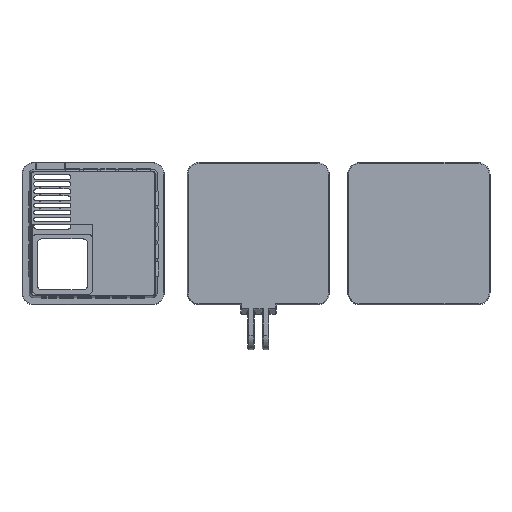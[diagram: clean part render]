
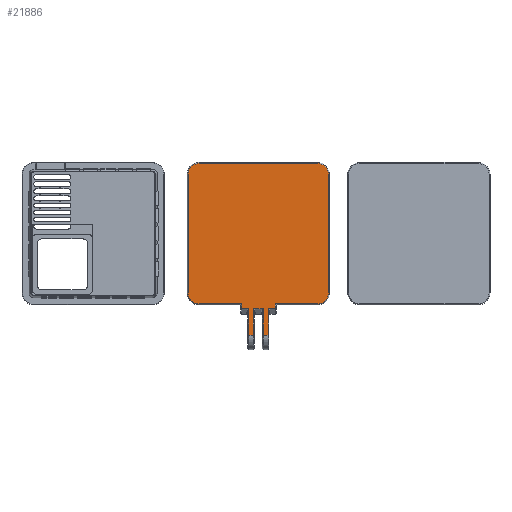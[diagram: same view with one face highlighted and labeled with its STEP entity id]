
A CAD part, front view. The second image highlights one B-rep face of the part: STEP entity #21886.
In plain terms, the highlighted planar face has unit normal (0, -1, 0).
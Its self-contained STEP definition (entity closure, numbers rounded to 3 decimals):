
#965=FACE_OUTER_BOUND('',#2256,.T.);
#2256=EDGE_LOOP('',(#15481,#15482,#15483,#15484,#15485,#15486,#15487,#15488,
#15489,#15490,#15491,#15492,#15493,#15494,#15495,#15496,#15497,#15498,#15499,
#15500));
#3534=CIRCLE('',#23392,4.6);
#3536=CIRCLE('',#23395,4.6);
#3537=CIRCLE('',#23396,4.6);
#3538=CIRCLE('',#23397,4.6);
#4219=LINE('',#31942,#6751);
#4231=LINE('',#31991,#6763);
#4275=LINE('',#32094,#6807);
#4277=LINE('',#32098,#6809);
#4434=LINE('',#32632,#6966);
#4435=LINE('',#32633,#6967);
#4436=LINE('',#32635,#6968);
#4437=LINE('',#32637,#6969);
#4438=LINE('',#32639,#6970);
#4439=LINE('',#32641,#6971);
#4440=LINE('',#32644,#6972);
#4441=LINE('',#32646,#6973);
#4442=LINE('',#32650,#6974);
#4443=LINE('',#32654,#6975);
#4444=LINE('',#32656,#6976);
#4445=LINE('',#32657,#6977);
#6751=VECTOR('',#25408,10.);
#6763=VECTOR('',#25462,10.);
#6807=VECTOR('',#25542,10.);
#6809=VECTOR('',#25546,10.);
#6966=VECTOR('',#26121,10.);
#6967=VECTOR('',#26122,10.);
#6968=VECTOR('',#26123,10.);
#6969=VECTOR('',#26124,10.);
#6970=VECTOR('',#26125,10.);
#6971=VECTOR('',#26126,10.);
#6972=VECTOR('',#26129,10.);
#6973=VECTOR('',#26130,10.);
#6974=VECTOR('',#26133,10.);
#6975=VECTOR('',#26136,10.);
#6976=VECTOR('',#26137,10.);
#6977=VECTOR('',#26138,10.);
#9264=VERTEX_POINT('',#31931);
#9267=VERTEX_POINT('',#31939);
#9280=VERTEX_POINT('',#31980);
#9283=VERTEX_POINT('',#31988);
#9325=VERTEX_POINT('',#32093);
#9326=VERTEX_POINT('',#32097);
#9421=VERTEX_POINT('',#32623);
#9422=VERTEX_POINT('',#32624);
#9424=VERTEX_POINT('',#32631);
#9425=VERTEX_POINT('',#32634);
#9426=VERTEX_POINT('',#32636);
#9427=VERTEX_POINT('',#32638);
#9428=VERTEX_POINT('',#32640);
#9429=VERTEX_POINT('',#32642);
#9430=VERTEX_POINT('',#32645);
#9431=VERTEX_POINT('',#32647);
#9432=VERTEX_POINT('',#32649);
#9433=VERTEX_POINT('',#32651);
#9434=VERTEX_POINT('',#32653);
#9435=VERTEX_POINT('',#32655);
#11375=EDGE_CURVE('',#9267,#9264,#4219,.T.);
#11399=EDGE_CURVE('',#9283,#9280,#4231,.T.);
#11452=EDGE_CURVE('',#9280,#9325,#4275,.T.);
#11454=EDGE_CURVE('',#9264,#9326,#4277,.T.);
#11683=EDGE_CURVE('',#9421,#9422,#3534,.T.);
#11687=EDGE_CURVE('',#9424,#9283,#4434,.T.);
#11688=EDGE_CURVE('',#9326,#9424,#4435,.T.);
#11689=EDGE_CURVE('',#9425,#9267,#4436,.T.);
#11690=EDGE_CURVE('',#9426,#9425,#4437,.T.);
#11691=EDGE_CURVE('',#9427,#9426,#4438,.T.);
#11692=EDGE_CURVE('',#9428,#9427,#4439,.T.);
#11693=EDGE_CURVE('',#9429,#9428,#3536,.T.);
#11694=EDGE_CURVE('',#9422,#9429,#4440,.T.);
#11695=EDGE_CURVE('',#9430,#9421,#4441,.T.);
#11696=EDGE_CURVE('',#9431,#9430,#3537,.T.);
#11697=EDGE_CURVE('',#9432,#9431,#4442,.T.);
#11698=EDGE_CURVE('',#9433,#9432,#3538,.T.);
#11699=EDGE_CURVE('',#9434,#9433,#4443,.T.);
#11700=EDGE_CURVE('',#9435,#9434,#4444,.T.);
#11701=EDGE_CURVE('',#9325,#9435,#4445,.T.);
#15481=ORIENTED_EDGE('',*,*,#11687,.F.);
#15482=ORIENTED_EDGE('',*,*,#11688,.F.);
#15483=ORIENTED_EDGE('',*,*,#11454,.F.);
#15484=ORIENTED_EDGE('',*,*,#11375,.F.);
#15485=ORIENTED_EDGE('',*,*,#11689,.F.);
#15486=ORIENTED_EDGE('',*,*,#11690,.F.);
#15487=ORIENTED_EDGE('',*,*,#11691,.F.);
#15488=ORIENTED_EDGE('',*,*,#11692,.F.);
#15489=ORIENTED_EDGE('',*,*,#11693,.F.);
#15490=ORIENTED_EDGE('',*,*,#11694,.F.);
#15491=ORIENTED_EDGE('',*,*,#11683,.F.);
#15492=ORIENTED_EDGE('',*,*,#11695,.F.);
#15493=ORIENTED_EDGE('',*,*,#11696,.F.);
#15494=ORIENTED_EDGE('',*,*,#11697,.F.);
#15495=ORIENTED_EDGE('',*,*,#11698,.F.);
#15496=ORIENTED_EDGE('',*,*,#11699,.F.);
#15497=ORIENTED_EDGE('',*,*,#11700,.F.);
#15498=ORIENTED_EDGE('',*,*,#11701,.F.);
#15499=ORIENTED_EDGE('',*,*,#11452,.F.);
#15500=ORIENTED_EDGE('',*,*,#11399,.F.);
#20931=PLANE('',#23394);
#21886=ADVANCED_FACE('',(#965),#20931,.T.);
#23392=AXIS2_PLACEMENT_3D('',#32625,#26113,#26114);
#23394=AXIS2_PLACEMENT_3D('',#32630,#26119,#26120);
#23395=AXIS2_PLACEMENT_3D('',#32643,#26127,#26128);
#23396=AXIS2_PLACEMENT_3D('',#32648,#26131,#26132);
#23397=AXIS2_PLACEMENT_3D('',#32652,#26134,#26135);
#25408=DIRECTION('',(-1.,0.,0.));
#25462=DIRECTION('',(-1.,0.,0.));
#25542=DIRECTION('',(0.,0.,1.));
#25546=DIRECTION('',(0.,0.,1.));
#26113=DIRECTION('center_axis',(0.,1.,0.));
#26114=DIRECTION('ref_axis',(0.,0.,1.));
#26119=DIRECTION('center_axis',(0.,-1.,0.));
#26120=DIRECTION('ref_axis',(1.,0.,0.));
#26121=DIRECTION('',(0.,0.,-1.));
#26122=DIRECTION('',(-1.,0.,0.));
#26123=DIRECTION('',(0.,0.,-1.));
#26124=DIRECTION('',(-1.,0.,0.));
#26125=DIRECTION('',(0.,0.,-1.));
#26126=DIRECTION('',(-1.,0.,0.));
#26127=DIRECTION('center_axis',(0.,1.,0.));
#26128=DIRECTION('ref_axis',(1.,0.,0.));
#26129=DIRECTION('',(0.,0.,-1.));
#26130=DIRECTION('',(1.,0.,0.));
#26131=DIRECTION('center_axis',(0.,1.,0.));
#26132=DIRECTION('ref_axis',(-0.707,0.,0.707));
#26133=DIRECTION('',(0.,0.,1.));
#26134=DIRECTION('center_axis',(0.,1.,0.));
#26135=DIRECTION('ref_axis',(-0.707,0.,-0.707));
#26136=DIRECTION('',(-1.,0.,0.));
#26137=DIRECTION('',(0.,0.,1.));
#26138=DIRECTION('',(-1.,0.,0.));
#31931=CARTESIAN_POINT('',(-9.4,-16.,-43.15));
#31939=CARTESIAN_POINT('',(-7.4,-16.,-43.15));
#31942=CARTESIAN_POINT('',(-9.95,-16.,-43.15));
#31980=CARTESIAN_POINT('',(-15.6,-16.,-43.15));
#31988=CARTESIAN_POINT('',(-13.6,-16.,-43.15));
#31991=CARTESIAN_POINT('',(-13.05,-16.,-43.15));
#32093=CARTESIAN_POINT('',(-15.6,-16.,-31.75));
#32094=CARTESIAN_POINT('',(-15.6,-16.,-16.075));
#32097=CARTESIAN_POINT('',(-9.4,-16.,-31.75));
#32098=CARTESIAN_POINT('',(-9.4,-16.,-16.075));
#32623=CARTESIAN_POINT('',(13.65,-16.,29.75));
#32624=CARTESIAN_POINT('',(18.25,-16.,25.15));
#32625=CARTESIAN_POINT('Origin',(13.65,-16.,25.15));
#32630=CARTESIAN_POINT('Origin',(-11.5,-16.,0.));
#32631=CARTESIAN_POINT('',(-13.6,-16.,-31.75));
#32632=CARTESIAN_POINT('',(-13.6,-16.,-16.075));
#32633=CARTESIAN_POINT('',(-7.75,-16.,-31.75));
#32634=CARTESIAN_POINT('',(-7.4,-16.,-31.75));
#32635=CARTESIAN_POINT('',(-7.4,-16.,-16.075));
#32636=CARTESIAN_POINT('',(-4.4,-16.,-31.75));
#32637=CARTESIAN_POINT('',(-9.25,-16.,-31.75));
#32638=CARTESIAN_POINT('',(-4.4,-16.,-29.75));
#32639=CARTESIAN_POINT('',(-4.4,-16.,-15.075));
#32640=CARTESIAN_POINT('',(13.65,-16.,-29.75));
#32641=CARTESIAN_POINT('',(-12.575,-16.,-29.75));
#32642=CARTESIAN_POINT('',(18.25,-16.,-25.15));
#32643=CARTESIAN_POINT('Origin',(13.65,-16.,-25.15));
#32644=CARTESIAN_POINT('',(18.25,-16.,-12.575));
#32645=CARTESIAN_POINT('',(-36.65,-16.,29.75));
#32646=CARTESIAN_POINT('',(1.075,-16.,29.75));
#32647=CARTESIAN_POINT('',(-41.25,-16.,25.15));
#32648=CARTESIAN_POINT('Origin',(-36.65,-16.,25.15));
#32649=CARTESIAN_POINT('',(-41.25,-16.,-25.15));
#32650=CARTESIAN_POINT('',(-41.25,-16.,12.575));
#32651=CARTESIAN_POINT('',(-36.65,-16.,-29.75));
#32652=CARTESIAN_POINT('Origin',(-36.65,-16.,-25.15));
#32653=CARTESIAN_POINT('',(-18.6,-16.,-29.75));
#32654=CARTESIAN_POINT('',(-12.575,-16.,-29.75));
#32655=CARTESIAN_POINT('',(-18.6,-16.,-31.75));
#32656=CARTESIAN_POINT('',(-18.6,-16.,-15.075));
#32657=CARTESIAN_POINT('',(-7.75,-16.,-31.75));
